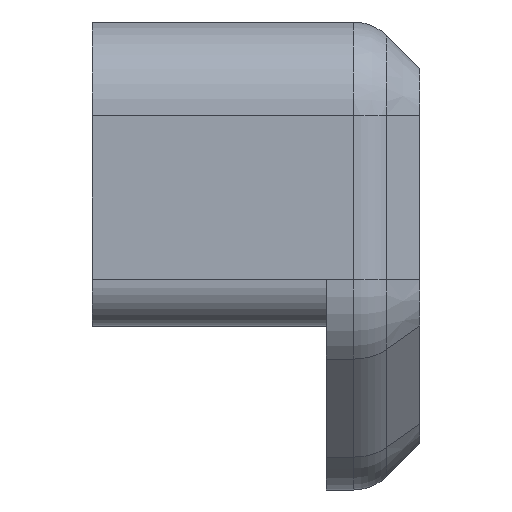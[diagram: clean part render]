
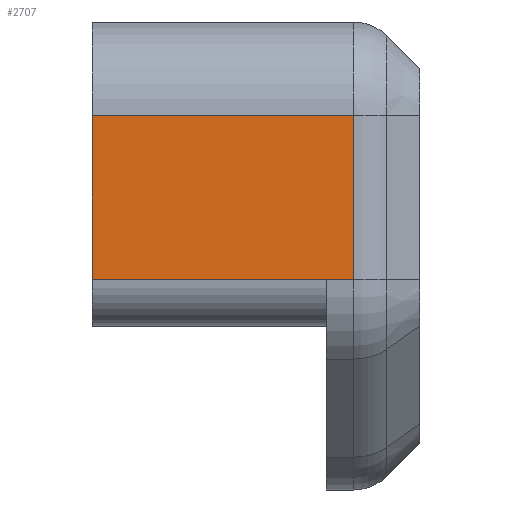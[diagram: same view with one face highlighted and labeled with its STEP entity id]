
A CAD part, left-side view. The second image highlights one B-rep face of the part: STEP entity #2707.
In plain terms, the highlighted planar face has unit normal (-1, 0, 0).
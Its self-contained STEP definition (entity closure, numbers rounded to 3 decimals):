
#373=FACE_OUTER_BOUND('',#536,.T.);
#536=EDGE_LOOP('',(#2462,#2463,#2464,#2465,#2466,#2467));
#600=LINE('',#3957,#861);
#670=LINE('',#4183,#931);
#705=LINE('',#4385,#966);
#781=LINE('',#4629,#1042);
#789=LINE('',#4668,#1050);
#792=LINE('',#4675,#1053);
#861=VECTOR('',#3127,10.);
#931=VECTOR('',#3341,10.);
#966=VECTOR('',#3438,10.);
#1042=VECTOR('',#3714,10.);
#1050=VECTOR('',#3756,10.);
#1053=VECTOR('',#3767,10.);
#1115=VERTEX_POINT('',#3954);
#1116=VERTEX_POINT('',#3956);
#1199=VERTEX_POINT('',#4180);
#1200=VERTEX_POINT('',#4182);
#1294=VERTEX_POINT('',#4626);
#1295=VERTEX_POINT('',#4628);
#1375=EDGE_CURVE('',#1115,#1116,#600,.T.);
#1487=EDGE_CURVE('',#1199,#1200,#670,.T.);
#1542=EDGE_CURVE('',#1200,#1115,#705,.T.);
#1662=EDGE_CURVE('',#1294,#1295,#781,.T.);
#1679=EDGE_CURVE('',#1295,#1199,#789,.T.);
#1682=EDGE_CURVE('',#1116,#1294,#792,.T.);
#2462=ORIENTED_EDGE('',*,*,#1679,.F.);
#2463=ORIENTED_EDGE('',*,*,#1662,.F.);
#2464=ORIENTED_EDGE('',*,*,#1682,.F.);
#2465=ORIENTED_EDGE('',*,*,#1375,.F.);
#2466=ORIENTED_EDGE('',*,*,#1542,.F.);
#2467=ORIENTED_EDGE('',*,*,#1487,.F.);
#2553=PLANE('',#2993);
#2707=ADVANCED_FACE('',(#373),#2553,.T.);
#2993=AXIS2_PLACEMENT_3D('',#4694,#3799,#3800);
#3127=DIRECTION('',(0.,0.,1.));
#3341=DIRECTION('',(0.,0.,1.));
#3438=DIRECTION('',(0.,1.,0.));
#3714=DIRECTION('',(0.,0.,-1.));
#3756=DIRECTION('',(0.,1.,0.));
#3767=DIRECTION('',(0.,-1.,0.));
#3799=DIRECTION('center_axis',(-1.,0.,0.));
#3800=DIRECTION('ref_axis',(0.,0.,1.));
#3954=CARTESIAN_POINT('',(0.,14.,9.));
#3956=CARTESIAN_POINT('',(0.,14.,16.));
#3957=CARTESIAN_POINT('',(0.,14.,4.75));
#4180=CARTESIAN_POINT('',(0.,4.,8.988));
#4182=CARTESIAN_POINT('',(0.,4.,9.));
#4183=CARTESIAN_POINT('',(0.,4.,8.5));
#4385=CARTESIAN_POINT('',(0.,8.,9.));
#4626=CARTESIAN_POINT('',(0.,2.828,16.));
#4628=CARTESIAN_POINT('',(0.,2.828,8.988));
#4629=CARTESIAN_POINT('',(0.,2.828,5.875));
#4668=CARTESIAN_POINT('',(0.,0.,8.988));
#4675=CARTESIAN_POINT('',(0.,0.,16.));
#4694=CARTESIAN_POINT('Origin',(0.,0.,7.));
